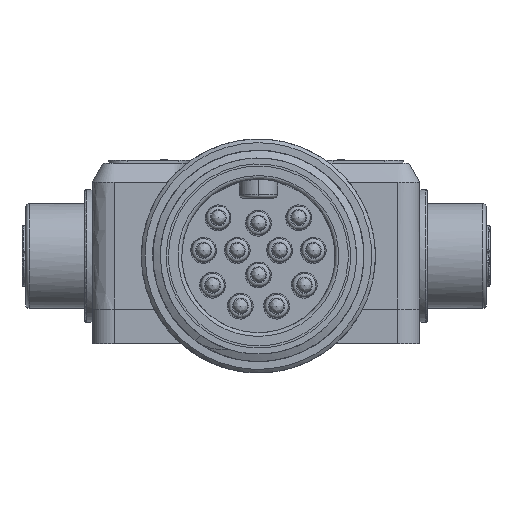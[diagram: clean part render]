
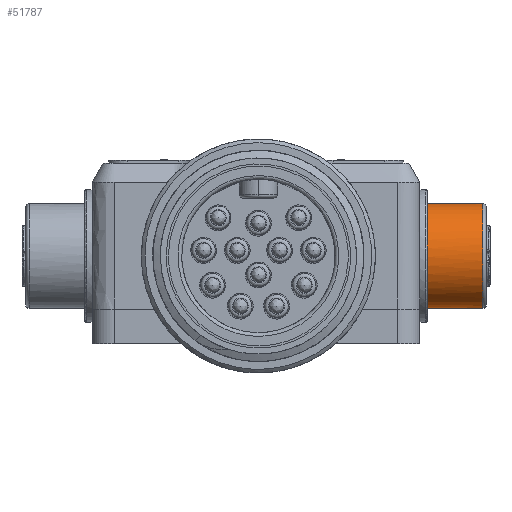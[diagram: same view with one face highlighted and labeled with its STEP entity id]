
A CAD part, front view. The second image highlights one B-rep face of the part: STEP entity #51787.
In plain terms, the highlighted free-form (B-spline) face has degree [1, 2] with [2, 9] control points.
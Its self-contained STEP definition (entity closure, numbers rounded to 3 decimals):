
#49884=CARTESIAN_POINT('',(23.25,32.5,11.9));
#49885=VERTEX_POINT('',#49884);
#49886=CARTESIAN_POINT('',(23.25,25.4,19.));
#49887=VERTEX_POINT('',#49886);
#49888=CARTESIAN_POINT('',(23.25,32.5,11.9));
#49889=CARTESIAN_POINT('',(23.25,32.5,-0.398));
#49890=CARTESIAN_POINT('',(23.25,21.85,5.751));
#49891=CARTESIAN_POINT('',(23.25,11.2,11.9));
#49892=CARTESIAN_POINT('',(23.25,21.85,18.049));
#49893=CARTESIAN_POINT('',(23.25,23.498,19.));
#49894=CARTESIAN_POINT('',(23.25,25.4,19.));
#49895=(BOUNDED_CURVE()B_SPLINE_CURVE(2,(#49888,#49889,#49890,#49891,#49892,#49893,#49894),.CIRCULAR_ARC.,.F.,.U.)B_SPLINE_CURVE_WITH_KNOTS((3,2,2,3),(0.,0.333,0.667,0.756),.UNSPECIFIED.)CURVE()GEOMETRIC_REPRESENTATION_ITEM()RATIONAL_B_SPLINE_CURVE((1.,0.5,1.,0.5,1.,0.866,0.804))REPRESENTATION_ITEM(''));
#49896=EDGE_CURVE('',#49885,#49887,#49895,.T.);
#49898=CARTESIAN_POINT('',(23.25,25.4,19.));
#49899=CARTESIAN_POINT('',(23.25,32.5,19.));
#49900=CARTESIAN_POINT('',(23.25,32.5,11.9));
#49901=(BOUNDED_CURVE()B_SPLINE_CURVE(2,(#49898,#49899,#49900),.CIRCULAR_ARC.,.F.,.U.)B_SPLINE_CURVE_WITH_KNOTS((3,3),(0.756,1.),.UNSPECIFIED.)CURVE()GEOMETRIC_REPRESENTATION_ITEM()RATIONAL_B_SPLINE_CURVE((0.804,0.634,1.))REPRESENTATION_ITEM(''));
#49902=EDGE_CURVE('',#49887,#49885,#49901,.T.);
#51738=CARTESIAN_POINT('',(30.75,25.4,19.));
#51739=CARTESIAN_POINT('',(30.75,18.3,19.));
#51740=CARTESIAN_POINT('',(30.75,18.3,11.9));
#51741=CARTESIAN_POINT('',(30.75,18.3,4.8));
#51742=CARTESIAN_POINT('',(30.75,25.4,4.8));
#51743=CARTESIAN_POINT('',(30.75,32.5,4.8));
#51744=CARTESIAN_POINT('',(30.75,32.5,11.9));
#51745=CARTESIAN_POINT('',(30.75,32.5,19.));
#51746=CARTESIAN_POINT('',(30.75,25.4,19.));
#51747=CARTESIAN_POINT('',(23.25,25.4,19.));
#51748=CARTESIAN_POINT('',(23.25,18.3,19.));
#51749=CARTESIAN_POINT('',(23.25,18.3,11.9));
#51750=CARTESIAN_POINT('',(23.25,18.3,4.8));
#51751=CARTESIAN_POINT('',(23.25,25.4,4.8));
#51752=CARTESIAN_POINT('',(23.25,32.5,4.8));
#51753=CARTESIAN_POINT('',(23.25,32.5,11.9));
#51754=CARTESIAN_POINT('',(23.25,32.5,19.));
#51755=CARTESIAN_POINT('',(23.25,25.4,19.));
#51756=(BOUNDED_SURFACE()B_SPLINE_SURFACE(1,2,((#51738,#51739,#51740,#51741,#51742,#51743,#51744,#51745,#51746),(#51747,#51748,#51749,#51750,#51751,#51752,#51753,#51754,#51755)),.CYLINDRICAL_SURF.,.F.,.T.,.U.)B_SPLINE_SURFACE_WITH_KNOTS((2,2),(3,2,2,2,3),(0.,1.056),(0.,11.153,22.305,33.458,44.611),.UNSPECIFIED.)GEOMETRIC_REPRESENTATION_ITEM()RATIONAL_B_SPLINE_SURFACE(((1.,0.707,1.,0.707,1.,0.707,1.,0.707,1.),(1.,0.707,1.,0.707,1.,0.707,1.,0.707,1.)))REPRESENTATION_ITEM('')SURFACE());
#51757=CARTESIAN_POINT('',(30.75,25.4,4.8));
#51758=VERTEX_POINT('',#51757);
#51759=CARTESIAN_POINT('',(30.75,25.4,19.));
#51760=VERTEX_POINT('',#51759);
#51761=CARTESIAN_POINT('',(30.75,25.4,4.8));
#51762=CARTESIAN_POINT('',(30.75,13.102,4.8));
#51763=CARTESIAN_POINT('',(30.75,19.251,15.45));
#51764=CARTESIAN_POINT('',(30.75,21.301,19.));
#51765=CARTESIAN_POINT('',(30.75,25.4,19.));
#51766=(BOUNDED_CURVE()B_SPLINE_CURVE(2,(#51761,#51762,#51763,#51764,#51765),.CIRCULAR_ARC.,.F.,.U.)B_SPLINE_CURVE_WITH_KNOTS((3,2,3),(0.,0.333,0.5),.UNSPECIFIED.)CURVE()GEOMETRIC_REPRESENTATION_ITEM()RATIONAL_B_SPLINE_CURVE((1.,0.5,1.,0.75,0.75))REPRESENTATION_ITEM(''));
#51767=EDGE_CURVE('',#51758,#51760,#51766,.T.);
#51768=ORIENTED_EDGE('',*,*,#51767,.T.);
#51769=CARTESIAN_POINT('',(30.75,25.4,19.));
#51770=CARTESIAN_POINT('',(23.25,25.4,19.));
#51771=B_SPLINE_CURVE_WITH_KNOTS('',1,(#51769,#51770),.POLYLINE_FORM.,.F.,.U.,(2,2),(0.,1.056),.UNSPECIFIED.);
#51772=EDGE_CURVE('',#51760,#49887,#51771,.T.);
#51773=ORIENTED_EDGE('',*,*,#51772,.T.);
#51774=ORIENTED_EDGE('',*,*,#49896,.F.);
#51775=ORIENTED_EDGE('',*,*,#49902,.F.);
#51776=ORIENTED_EDGE('',*,*,#51772,.F.);
#51777=CARTESIAN_POINT('',(30.75,25.4,19.));
#51778=CARTESIAN_POINT('',(30.75,29.499,19.));
#51779=CARTESIAN_POINT('',(30.75,31.549,15.45));
#51780=CARTESIAN_POINT('',(30.75,37.698,4.8));
#51781=CARTESIAN_POINT('',(30.75,25.4,4.8));
#51782=(BOUNDED_CURVE()B_SPLINE_CURVE(2,(#51777,#51778,#51779,#51780,#51781),.CIRCULAR_ARC.,.F.,.U.)B_SPLINE_CURVE_WITH_KNOTS((3,2,3),(0.5,0.667,1.),.UNSPECIFIED.)CURVE()GEOMETRIC_REPRESENTATION_ITEM()RATIONAL_B_SPLINE_CURVE((0.75,0.75,1.,0.5,1.))REPRESENTATION_ITEM(''));
#51783=EDGE_CURVE('',#51760,#51758,#51782,.T.);
#51784=ORIENTED_EDGE('',*,*,#51783,.T.);
#51785=EDGE_LOOP('',(#51768,#51773,#51774,#51775,#51776,#51784));
#51786=FACE_OUTER_BOUND('',#51785,.T.);
#51787=ADVANCED_FACE('',(#51786),#51756,.T.);
